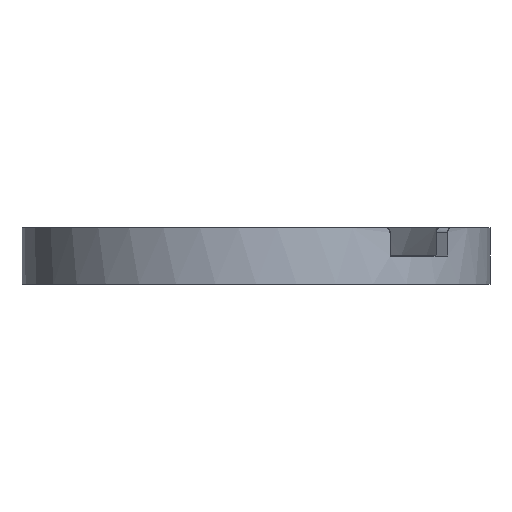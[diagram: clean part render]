
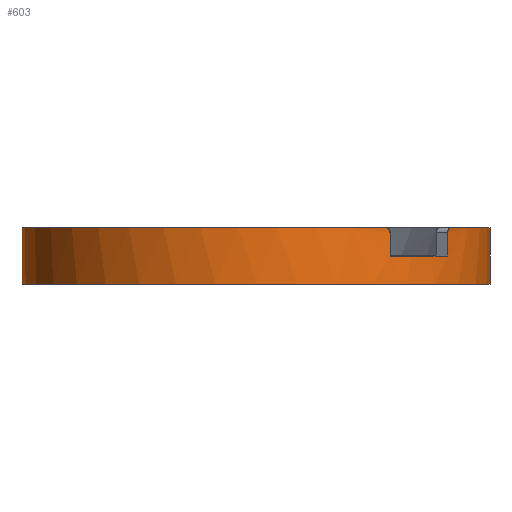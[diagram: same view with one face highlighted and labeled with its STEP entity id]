
A CAD part, left-side view. The second image highlights one B-rep face of the part: STEP entity #603.
In plain terms, the highlighted cylindrical face has radius 50 mm (diameter 100 mm), a partial arc.
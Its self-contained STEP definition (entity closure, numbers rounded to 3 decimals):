
#2 = VECTOR ( 'NONE', #4093, 1000. ) ;
#197 = FACE_OUTER_BOUND ( 'NONE', #2315, .T. ) ;
#200 = CARTESIAN_POINT ( 'NONE',  ( -40.958, -9.632, -28.679 ) ) ;
#222 = CARTESIAN_POINT ( 'NONE',  ( -27.964, -10.5, -41.449 ) ) ;
#227 = CIRCLE ( 'NONE', #1361, 50. ) ;
#342 = CARTESIAN_POINT ( 'NONE',  ( -41.523, -10.5, -27.854 ) ) ;
#440 = CARTESIAN_POINT ( 'NONE',  ( -41.376, -10.5, -28.073 ) ) ;
#464 = DIRECTION ( 'NONE',  ( 0., -1., 0. ) ) ;
#470 = ORIENTED_EDGE ( 'NONE', *, *, #1682, .T. ) ;
#476 = DIRECTION ( 'NONE',  ( 0., 0., -1. ) ) ;
#491 = DIRECTION ( 'NONE',  ( 0., -1., 0. ) ) ;
#512 = CARTESIAN_POINT ( 'NONE',  ( -41.23, -10.391, -28.287 ) ) ;
#522 = CARTESIAN_POINT ( 'NONE',  ( -41.072, -10.115, -28.514 ) ) ;
#529 = CARTESIAN_POINT ( 'NONE',  ( -41.03, -10.004, -28.575 ) ) ;
#557 = AXIS2_PLACEMENT_3D ( 'NONE', #1919, #491, #476 ) ;
#603 = ADVANCED_FACE ( 'NONE', ( #197 ), #3835, .T. ) ;
#698 = ORIENTED_EDGE ( 'NONE', *, *, #2100, .T. ) ;
#705 = CARTESIAN_POINT ( 'NONE',  ( 0., -10.5, -50. ) ) ;
#731 = CARTESIAN_POINT ( 'NONE',  ( 0., 1.5, 50. ) ) ;
#774 = AXIS2_PLACEMENT_3D ( 'NONE', #1925, #464, #1603 ) ;
#806 = VECTOR ( 'NONE', #1517, 1000. ) ;
#842 = CARTESIAN_POINT ( 'NONE',  ( -27.854, -10.5, -41.523 ) ) ;
#854 = CARTESIAN_POINT ( 'NONE',  ( 0., -10.5, 0. ) ) ;
#904 = DIRECTION ( 'NONE',  ( 0., 1., 0. ) ) ;
#916 = ORIENTED_EDGE ( 'NONE', *, *, #3689, .F. ) ;
#920 = VERTEX_POINT ( 'NONE', #4169 ) ;
#1006 = DIRECTION ( 'NONE',  ( 0., 0., 1. ) ) ;
#1141 = ORIENTED_EDGE ( 'NONE', *, *, #3575, .T. ) ;
#1207 = CARTESIAN_POINT ( 'NONE',  ( -28.59, -10.023, -41.02 ) ) ;
#1306 = VERTEX_POINT ( 'NONE', #3530 ) ;
#1307 = B_SPLINE_CURVE_WITH_KNOTS ( 'NONE', 3,
 ( #2827, #222, #1425, #4599, #1591, #1207, #3547, #3415 ),
 .UNSPECIFIED., .F., .F.,
 ( 4, 2, 2, 4 ),
 ( 0., 0., 0.001, 0.002 ),
 .UNSPECIFIED. ) ;
#1361 = AXIS2_PLACEMENT_3D ( 'NONE', #3080, #904, #3442 ) ;
#1380 = VERTEX_POINT ( 'NONE', #2184 ) ;
#1425 = CARTESIAN_POINT ( 'NONE',  ( -28.071, -10.474, -41.377 ) ) ;
#1517 = DIRECTION ( 'NONE',  ( 0., 1., 0. ) ) ;
#1575 = VERTEX_POINT ( 'NONE', #842 ) ;
#1591 = CARTESIAN_POINT ( 'NONE',  ( -28.362, -10.3, -41.178 ) ) ;
#1603 = DIRECTION ( 'NONE',  ( 0., 0., 1. ) ) ;
#1682 = EDGE_CURVE ( 'NONE', #2272, #1306, #4199, .T. ) ;
#1703 = ORIENTED_EDGE ( 'NONE', *, *, #2703, .T. ) ;
#1751 = VERTEX_POINT ( 'NONE', #4622 ) ;
#1786 = CARTESIAN_POINT ( 'NONE',  ( -41.523, -10.5, -27.854 ) ) ;
#1849 = CIRCLE ( 'NONE', #4020, 50. ) ;
#1891 = VERTEX_POINT ( 'NONE', #1786 ) ;
#1919 = CARTESIAN_POINT ( 'NONE',  ( 0., -10.5, 0. ) ) ;
#1925 = CARTESIAN_POINT ( 'NONE',  ( 0., 1.5, 0. ) ) ;
#2082 = CARTESIAN_POINT ( 'NONE',  ( 0., -10.5, 0. ) ) ;
#2100 = EDGE_CURVE ( 'NONE', #3405, #1891, #4647, .T. ) ;
#2166 = EDGE_CURVE ( 'NONE', #2327, #1751, #3156, .T. ) ;
#2184 = CARTESIAN_POINT ( 'NONE',  ( 0., -10.5, 50. ) ) ;
#2248 = EDGE_CURVE ( 'NONE', #3681, #3405, #3769, .T. ) ;
#2272 = VERTEX_POINT ( 'NONE', #731 ) ;
#2315 = EDGE_LOOP ( 'NONE', ( #3668, #916, #3005, #2452, #1141, #3176, #698, #3307, #1703, #470 ) ) ;
#2327 = VERTEX_POINT ( 'NONE', #2491 ) ;
#2354 = CARTESIAN_POINT ( 'NONE',  ( -28.679, 15.298, -40.958 ) ) ;
#2366 = DIRECTION ( 'NONE',  ( 0., -1., 0. ) ) ;
#2446 = DIRECTION ( 'NONE',  ( 0., 0., -1. ) ) ;
#2452 = ORIENTED_EDGE ( 'NONE', *, *, #2166, .F. ) ;
#2461 = CARTESIAN_POINT ( 'NONE',  ( 0., -10.5, 50. ) ) ;
#2491 = CARTESIAN_POINT ( 'NONE',  ( -28.679, -4.5, -40.958 ) ) ;
#2560 = EDGE_CURVE ( 'NONE', #1575, #1751, #1307, .T. ) ;
#2703 = EDGE_CURVE ( 'NONE', #1380, #2272, #2814, .T. ) ;
#2748 = AXIS2_PLACEMENT_3D ( 'NONE', #854, #4530, #1006 ) ;
#2788 = CARTESIAN_POINT ( 'NONE',  ( -40.958, -4.5, -28.679 ) ) ;
#2814 = LINE ( 'NONE', #2461, #2 ) ;
#2827 = CARTESIAN_POINT ( 'NONE',  ( -27.854, -10.5, -41.523 ) ) ;
#2966 = EDGE_CURVE ( 'NONE', #920, #1306, #4642, .T. ) ;
#3005 = ORIENTED_EDGE ( 'NONE', *, *, #2560, .T. ) ;
#3035 = VECTOR ( 'NONE', #2366, 1000. ) ;
#3080 = CARTESIAN_POINT ( 'NONE',  ( 0., -4.5, 0. ) ) ;
#3088 = EDGE_CURVE ( 'NONE', #1380, #1891, #3974, .T. ) ;
#3121 = DIRECTION ( 'NONE',  ( 0., -1., 0. ) ) ;
#3156 = LINE ( 'NONE', #2354, #3035 ) ;
#3176 = ORIENTED_EDGE ( 'NONE', *, *, #2248, .T. ) ;
#3307 = ORIENTED_EDGE ( 'NONE', *, *, #3088, .F. ) ;
#3405 = VERTEX_POINT ( 'NONE', #3723 ) ;
#3415 = CARTESIAN_POINT ( 'NONE',  ( -28.679, -9.5, -40.958 ) ) ;
#3442 = DIRECTION ( 'NONE',  ( 0., 0., -1. ) ) ;
#3479 = CARTESIAN_POINT ( 'NONE',  ( -40.958, -9.5, -28.679 ) ) ;
#3530 = CARTESIAN_POINT ( 'NONE',  ( 0., 1.5, -50. ) ) ;
#3535 = CARTESIAN_POINT ( 'NONE',  ( -40.973, -9.762, -28.658 ) ) ;
#3547 = CARTESIAN_POINT ( 'NONE',  ( -28.679, -9.764, -40.958 ) ) ;
#3575 = EDGE_CURVE ( 'NONE', #2327, #3681, #227, .T. ) ;
#3668 = ORIENTED_EDGE ( 'NONE', *, *, #2966, .F. ) ;
#3681 = VERTEX_POINT ( 'NONE', #2788 ) ;
#3689 = EDGE_CURVE ( 'NONE', #1575, #920, #1849, .T. ) ;
#3723 = CARTESIAN_POINT ( 'NONE',  ( -40.958, -9.5, -28.679 ) ) ;
#3769 = LINE ( 'NONE', #4528, #4594 ) ;
#3835 = CYLINDRICAL_SURFACE ( 'NONE', #2748, 50. ) ;
#3974 = CIRCLE ( 'NONE', #557, 50. ) ;
#4020 = AXIS2_PLACEMENT_3D ( 'NONE', #2082, #4575, #2446 ) ;
#4093 = DIRECTION ( 'NONE',  ( 0., 1., 0. ) ) ;
#4169 = CARTESIAN_POINT ( 'NONE',  ( 0., -10.5, -50. ) ) ;
#4199 = CIRCLE ( 'NONE', #774, 50. ) ;
#4528 = CARTESIAN_POINT ( 'NONE',  ( -40.958, 15.298, -28.679 ) ) ;
#4530 = DIRECTION ( 'NONE',  ( 0., 1., 0. ) ) ;
#4575 = DIRECTION ( 'NONE',  ( 0., -1., 0. ) ) ;
#4594 = VECTOR ( 'NONE', #3121, 1000. ) ;
#4599 = CARTESIAN_POINT ( 'NONE',  ( -28.271, -10.374, -41.24 ) ) ;
#4622 = CARTESIAN_POINT ( 'NONE',  ( -28.679, -9.5, -40.958 ) ) ;
#4642 = LINE ( 'NONE', #705, #806 ) ;
#4647 = B_SPLINE_CURVE_WITH_KNOTS ( 'NONE', 3,
 ( #3479, #200, #3535, #529, #522, #512, #440, #342 ),
 .UNSPECIFIED., .F., .F.,
 ( 4, 2, 2, 4 ),
 ( 0., 0., 0.001, 0.002 ),
 .UNSPECIFIED. ) ;
